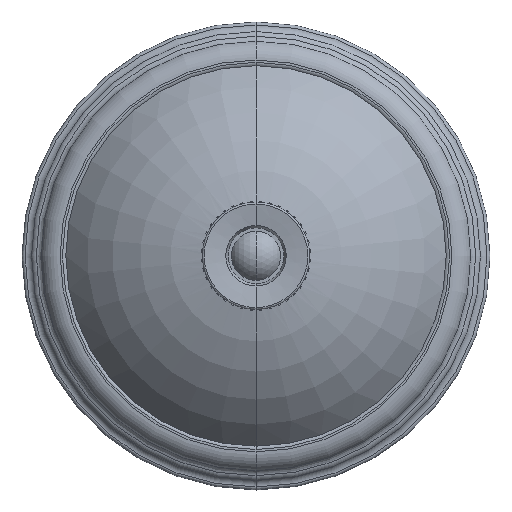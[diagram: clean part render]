
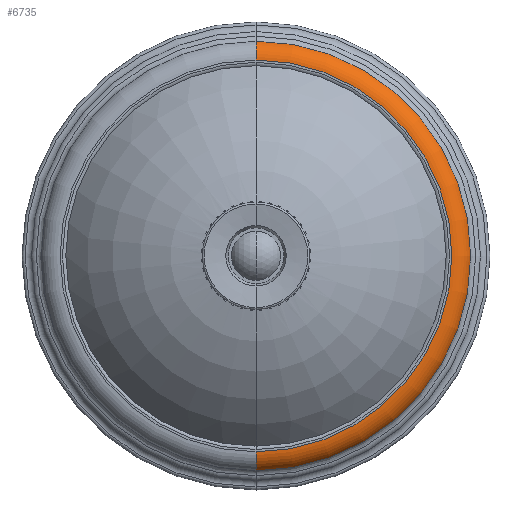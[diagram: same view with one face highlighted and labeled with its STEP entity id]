
A CAD part, top view. The second image highlights one B-rep face of the part: STEP entity #6735.
In plain terms, the highlighted toroidal (fillet/blend) face has major radius 129.736 mm and minor radius 13.528 mm.
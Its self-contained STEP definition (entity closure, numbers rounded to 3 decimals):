
#186 = DIRECTION ( 'NONE',  ( 0., 1., 0. ) ) ;
#378 = CIRCLE ( 'NONE', #7288, 13.528 ) ;
#590 = CARTESIAN_POINT ( 'NONE',  ( 0., -129.736, 31. ) ) ;
#707 = ORIENTED_EDGE ( 'NONE', *, *, #6931, .F. ) ;
#1184 = CARTESIAN_POINT ( 'NONE',  ( 0., -129.736, 17.472 ) ) ;
#1203 = ORIENTED_EDGE ( 'NONE', *, *, #6609, .T. ) ;
#1569 = CARTESIAN_POINT ( 'NONE',  ( 0., 129.736, 17.472 ) ) ;
#1620 = CIRCLE ( 'NONE', #6060, 13.528 ) ;
#1729 = CARTESIAN_POINT ( 'NONE',  ( 0., 0., 31. ) ) ;
#1745 = DIRECTION ( 'NONE',  ( 0., 1., 0. ) ) ;
#2138 = DIRECTION ( 'NONE',  ( 0., 0., 1. ) ) ;
#2309 = DIRECTION ( 'NONE',  ( 0., 1., 0. ) ) ;
#2357 = CARTESIAN_POINT ( 'NONE',  ( 0., 0., 22.805 ) ) ;
#2718 = VERTEX_POINT ( 'NONE', #2762 ) ;
#2762 = CARTESIAN_POINT ( 'NONE',  ( 0., -142.169, 22.805 ) ) ;
#2927 = DIRECTION ( 'NONE',  ( 0., 1., 0. ) ) ;
#3002 = CARTESIAN_POINT ( 'NONE',  ( 0., 0., 17.472 ) ) ;
#3239 = CARTESIAN_POINT ( 'NONE',  ( 0., 129.736, 31. ) ) ;
#3310 = EDGE_LOOP ( 'NONE', ( #6190, #1203, #5338, #707 ) ) ;
#3362 = VERTEX_POINT ( 'NONE', #4547 ) ;
#4460 = VERTEX_POINT ( 'NONE', #3239 ) ;
#4547 = CARTESIAN_POINT ( 'NONE',  ( 0., 142.169, 22.805 ) ) ;
#4734 = DIRECTION ( 'NONE',  ( 0., 0., -1. ) ) ;
#5192 = DIRECTION ( 'NONE',  ( 1., 0., 0. ) ) ;
#5338 = ORIENTED_EDGE ( 'NONE', *, *, #6651, .F. ) ;
#5564 = CIRCLE ( 'NONE', #7376, 129.736 ) ;
#5588 = DIRECTION ( 'NONE',  ( -1., 0., 0. ) ) ;
#5649 = VERTEX_POINT ( 'NONE', #590 ) ;
#5742 = FACE_OUTER_BOUND ( 'NONE', #3310, .T. ) ;
#5752 = DIRECTION ( 'NONE',  ( 0., 0., -1. ) ) ;
#6060 = AXIS2_PLACEMENT_3D ( 'NONE', #1569, #5588, #2138 ) ;
#6190 = ORIENTED_EDGE ( 'NONE', *, *, #6594, .T. ) ;
#6295 = CIRCLE ( 'NONE', #7276, 142.169 ) ;
#6384 = DIRECTION ( 'NONE',  ( 0., 0., -1. ) ) ;
#6594 = EDGE_CURVE ( 'NONE', #4460, #5649, #5564, .T. ) ;
#6609 = EDGE_CURVE ( 'NONE', #5649, #2718, #378, .T. ) ;
#6651 = EDGE_CURVE ( 'NONE', #3362, #2718, #6295, .T. ) ;
#6735 = ADVANCED_FACE ( 'NONE', ( #5742 ), #7118, .T. ) ;
#6896 = AXIS2_PLACEMENT_3D ( 'NONE', #3002, #4734, #186 ) ;
#6931 = EDGE_CURVE ( 'NONE', #4460, #3362, #1620, .T. ) ;
#7118 = TOROIDAL_SURFACE ( 'NONE', #6896, 129.736, 13.528 ) ;
#7276 = AXIS2_PLACEMENT_3D ( 'NONE', #2357, #6384, #2927 ) ;
#7288 = AXIS2_PLACEMENT_3D ( 'NONE', #1184, #5192, #1745 ) ;
#7376 = AXIS2_PLACEMENT_3D ( 'NONE', #1729, #5752, #2309 ) ;
